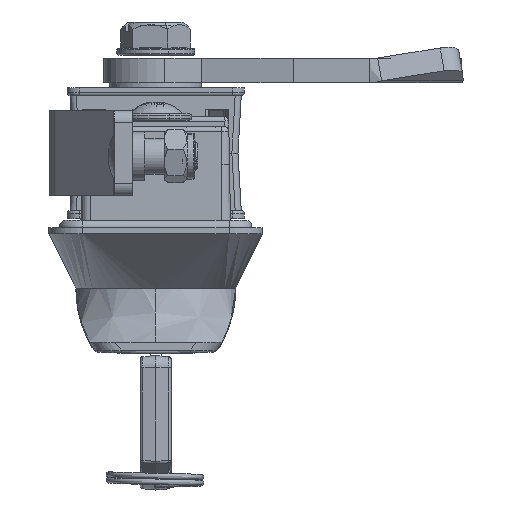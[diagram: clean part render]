
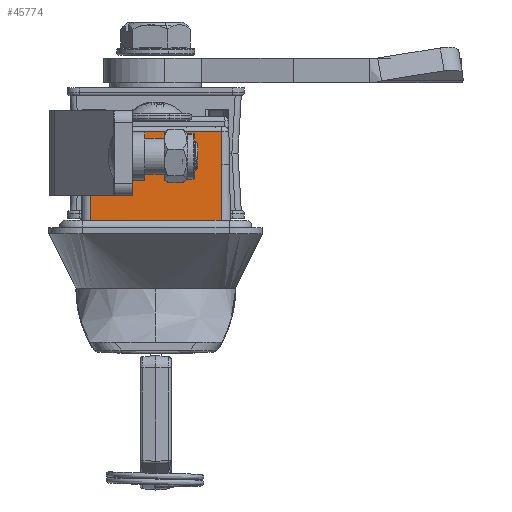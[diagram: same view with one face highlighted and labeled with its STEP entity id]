
A CAD part, left-side view. The second image highlights one B-rep face of the part: STEP entity #45774.
In plain terms, the highlighted planar face has unit normal (-1, 0, 0.018).
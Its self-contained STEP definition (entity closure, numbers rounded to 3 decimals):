
#1629 = EDGE_LOOP ( 'NONE', ( #9680, #28184, #35190, #44798, #47124, #26728 ) ) ;
#2056 = LINE ( 'NONE', #18940, #13842 ) ;
#3773 = EDGE_CURVE ( 'NONE', #50780, #22821, #39557, .T. ) ;
#5300 = CARTESIAN_POINT ( 'NONE',  ( -74.57, -10.75, 10.312 ) ) ;
#6180 = B_SPLINE_CURVE_WITH_KNOTS ( 'NONE', 3,
 ( #21443, #25364, #16801, #38474, #8530, #47325, #13481, #8224, #20923, #17049, #17602, #34556 ),
 .UNSPECIFIED., .F., .F.,
 ( 4, 1, 1, 1, 1, 2, 2, 4 ),
 ( 0., 0.25, 0.375, 0.437, 0.469, 0.484, 0.5, 1. ),
 .UNSPECIFIED. ) ;
#6357 = CARTESIAN_POINT ( 'NONE',  ( -74.75, 10.75, 0. ) ) ;
#8224 = CARTESIAN_POINT ( 'NONE',  ( -74.662, 10.75, 5.052 ) ) ;
#8530 = CARTESIAN_POINT ( 'NONE',  ( -74.673, 10.75, 4.425 ) ) ;
#9048 = CARTESIAN_POINT ( 'NONE',  ( -74.474, 10.75, 15.8 ) ) ;
#9680 = ORIENTED_EDGE ( 'NONE', *, *, #3773, .F. ) ;
#10041 = VECTOR ( 'NONE', #17387, 1000. ) ;
#10563 = DIRECTION ( 'NONE',  ( 0.017, 0., 1. ) ) ;
#10831 = DIRECTION ( 'NONE',  ( -1., 0., 0.017 ) ) ;
#12254 = EDGE_CURVE ( 'NONE', #54539, #22821, #31626, .T. ) ;
#13481 = CARTESIAN_POINT ( 'NONE',  ( -74.664, 10.75, 4.948 ) ) ;
#13842 = VECTOR ( 'NONE', #27777, 1000. ) ;
#15094 = DIRECTION ( 'NONE',  ( 0., -1., 0. ) ) ;
#15388 = CARTESIAN_POINT ( 'NONE',  ( -74.57, 10.75, 10.312 ) ) ;
#16801 = CARTESIAN_POINT ( 'NONE',  ( -74.712, 10.75, 2.195 ) ) ;
#17049 = CARTESIAN_POINT ( 'NONE',  ( -74.63, 10.75, 6.875 ) ) ;
#17387 = DIRECTION ( 'NONE',  ( -0.017, 0., -1. ) ) ;
#17602 = CARTESIAN_POINT ( 'NONE',  ( -74.6, 10.75, 8.594 ) ) ;
#17669 = VERTEX_POINT ( 'NONE', #34739 ) ;
#18940 = CARTESIAN_POINT ( 'NONE',  ( -74.57, 10.75, 10.312 ) ) ;
#19390 = VERTEX_POINT ( 'NONE', #15388 ) ;
#20769 = EDGE_CURVE ( 'NONE', #17669, #19390, #2056, .T. ) ;
#20923 = CARTESIAN_POINT ( 'NONE',  ( -74.661, 10.75, 5.102 ) ) ;
#21443 = CARTESIAN_POINT ( 'NONE',  ( -74.75, 10.75, 0. ) ) ;
#22205 = CARTESIAN_POINT ( 'NONE',  ( -74.75, -10.75, 0. ) ) ;
#22821 = VERTEX_POINT ( 'NONE', #5300 ) ;
#23249 = PLANE ( 'NONE',  #52856 ) ;
#24224 = VECTOR ( 'NONE', #15094, 1000. ) ;
#25364 = CARTESIAN_POINT ( 'NONE',  ( -74.735, 10.75, 0.886 ) ) ;
#26697 = DIRECTION ( 'NONE',  ( 0., 1., 0. ) ) ;
#26728 = ORIENTED_EDGE ( 'NONE', *, *, #12254, .T. ) ;
#27226 = CARTESIAN_POINT ( 'NONE',  ( -74.75, -10.75, 0. ) ) ;
#27777 = DIRECTION ( 'NONE',  ( -0.017, 0., -1. ) ) ;
#28184 = ORIENTED_EDGE ( 'NONE', *, *, #49400, .T. ) ;
#31626 = B_SPLINE_CURVE_WITH_KNOTS ( 'NONE', 3,
 ( #36126, #53083, #40839, #32729 ),
 .UNSPECIFIED., .F., .F.,
 ( 4, 4 ),
 ( 0., 1. ),
 .UNSPECIFIED. ) ;
#32729 = CARTESIAN_POINT ( 'NONE',  ( -74.57, -10.75, 10.312 ) ) ;
#34556 = CARTESIAN_POINT ( 'NONE',  ( -74.57, 10.75, 10.312 ) ) ;
#34739 = CARTESIAN_POINT ( 'NONE',  ( -74.474, 10.75, 15.8 ) ) ;
#35190 = ORIENTED_EDGE ( 'NONE', *, *, #20769, .T. ) ;
#36126 = CARTESIAN_POINT ( 'NONE',  ( -74.75, -10.75, 0. ) ) ;
#38474 = CARTESIAN_POINT ( 'NONE',  ( -74.686, 10.75, 3.687 ) ) ;
#38517 = EDGE_CURVE ( 'NONE', #52754, #19390, #6180, .T. ) ;
#39557 = LINE ( 'NONE', #51060, #10041 ) ;
#40098 = LINE ( 'NONE', #27226, #24224 ) ;
#40839 = CARTESIAN_POINT ( 'NONE',  ( -74.63, -10.75, 6.875 ) ) ;
#40900 = CARTESIAN_POINT ( 'NONE',  ( -74.474, -10.75, 15.8 ) ) ;
#41762 = VECTOR ( 'NONE', #26697, 1000. ) ;
#44798 = ORIENTED_EDGE ( 'NONE', *, *, #38517, .F. ) ;
#45774 = ADVANCED_FACE ( 'NONE', ( #48025 ), #23249, .T. ) ;
#47068 = LINE ( 'NONE', #9048, #41762 ) ;
#47124 = ORIENTED_EDGE ( 'NONE', *, *, #52083, .T. ) ;
#47325 = CARTESIAN_POINT ( 'NONE',  ( -74.666, 10.75, 4.791 ) ) ;
#48025 = FACE_OUTER_BOUND ( 'NONE', #1629, .T. ) ;
#49400 = EDGE_CURVE ( 'NONE', #50780, #17669, #47068, .T. ) ;
#50780 = VERTEX_POINT ( 'NONE', #40900 ) ;
#51060 = CARTESIAN_POINT ( 'NONE',  ( -74.57, -10.75, 10.312 ) ) ;
#52083 = EDGE_CURVE ( 'NONE', #52754, #54539, #40098, .T. ) ;
#52754 = VERTEX_POINT ( 'NONE', #6357 ) ;
#52795 = CARTESIAN_POINT ( 'NONE',  ( -74.57, 10.75, 10.312 ) ) ;
#52856 = AXIS2_PLACEMENT_3D ( 'NONE', #52795, #10831, #10563 ) ;
#53083 = CARTESIAN_POINT ( 'NONE',  ( -74.69, -10.75, 3.437 ) ) ;
#54539 = VERTEX_POINT ( 'NONE', #22205 ) ;
